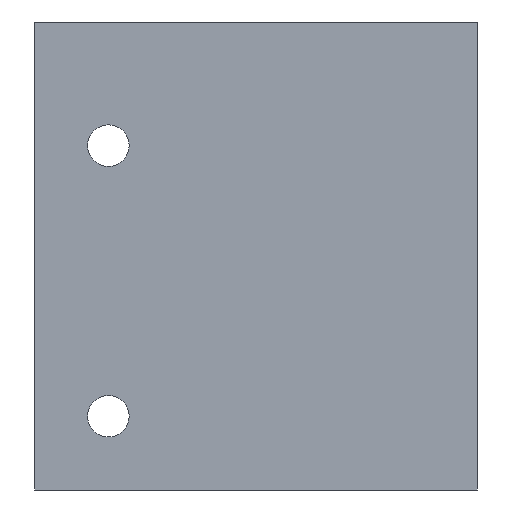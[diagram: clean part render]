
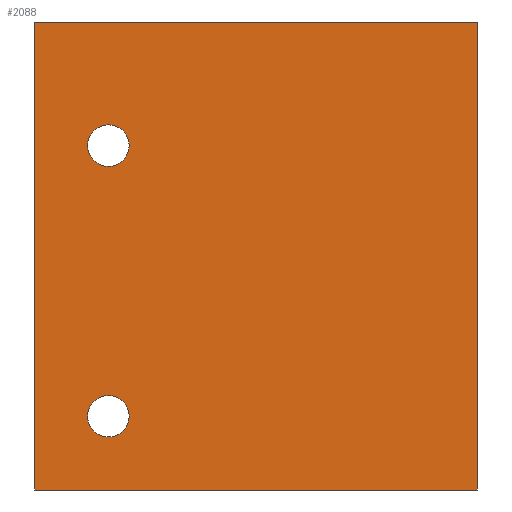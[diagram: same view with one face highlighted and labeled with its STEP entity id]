
A CAD part, left-side view. The second image highlights one B-rep face of the part: STEP entity #2088.
In plain terms, the highlighted planar face has unit normal (-1, 0, 0).
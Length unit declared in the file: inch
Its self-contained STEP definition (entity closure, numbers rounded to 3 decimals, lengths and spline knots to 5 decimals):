
#1=DIRECTION('',(0.,-1.,0.));
#2=VECTOR('',#1,4.5);
#3=CARTESIAN_POINT('',(0.,0.,0.));
#4=LINE('',#3,#2);
#27=DIRECTION('',(0.,0.,1.));
#28=VECTOR('',#27,4.75);
#29=CARTESIAN_POINT('',(0.,0.,0.));
#30=LINE('',#29,#28);
#31=CARTESIAN_POINT('',(0.,-0.75,3.5));
#32=DIRECTION('',(1.,0.,0.));
#33=DIRECTION('',(0.,0.,-1.));
#34=AXIS2_PLACEMENT_3D('',#31,#32,#33);
#36=CARTESIAN_POINT('',(0.,-0.75,3.5));
#37=DIRECTION('',(1.,0.,0.));
#38=DIRECTION('',(0.,0.,1.));
#39=AXIS2_PLACEMENT_3D('',#36,#37,#38);
#41=CARTESIAN_POINT('',(0.,-0.75,0.75));
#42=DIRECTION('',(1.,0.,0.));
#43=DIRECTION('',(0.,0.,-1.));
#44=AXIS2_PLACEMENT_3D('',#41,#42,#43);
#46=CARTESIAN_POINT('',(0.,-0.75,0.75));
#47=DIRECTION('',(1.,0.,0.));
#48=DIRECTION('',(0.,0.,1.));
#49=AXIS2_PLACEMENT_3D('',#46,#47,#48);
#99=DIRECTION('',(0.,0.,1.));
#100=VECTOR('',#99,4.75);
#101=CARTESIAN_POINT('',(0.,-4.5,0.));
#102=LINE('',#101,#100);
#123=DIRECTION('',(0.,-1.,0.));
#124=VECTOR('',#123,4.5);
#125=CARTESIAN_POINT('',(0.,0.,4.75));
#126=LINE('',#125,#124);
#1768=CARTESIAN_POINT('',(0.,0.,0.));
#1769=CARTESIAN_POINT('',(0.,-4.5,0.));
#1770=VERTEX_POINT('',#1768);
#1771=VERTEX_POINT('',#1769);
#1776=CARTESIAN_POINT('',(0.,0.,4.75));
#1777=CARTESIAN_POINT('',(0.,-4.5,4.75));
#1778=VERTEX_POINT('',#1776);
#1779=VERTEX_POINT('',#1777);
#1968=CARTESIAN_POINT('',(0.,-0.75,3.289));
#1969=CARTESIAN_POINT('',(0.,-0.75,3.711));
#1970=VERTEX_POINT('',#1968);
#1971=VERTEX_POINT('',#1969);
#1976=CARTESIAN_POINT('',(0.,-0.75,0.539));
#1977=CARTESIAN_POINT('',(0.,-0.75,0.961));
#1978=VERTEX_POINT('',#1976);
#1979=VERTEX_POINT('',#1977);
#2062=CARTESIAN_POINT('',(0.,0.,0.));
#2063=DIRECTION('',(-1.,0.,0.));
#2064=DIRECTION('',(0.,-1.,0.));
#2065=AXIS2_PLACEMENT_3D('',#2062,#2063,#2064);
#2066=PLANE('',#2065);
#2067=ORIENTED_EDGE('',*,*,#2045,.F.);
#2069=ORIENTED_EDGE('',*,*,#2068,.T.);
#2071=ORIENTED_EDGE('',*,*,#2070,.T.);
#2073=ORIENTED_EDGE('',*,*,#2072,.F.);
#2074=EDGE_LOOP('',(#2067,#2069,#2071,#2073));
#2075=FACE_OUTER_BOUND('',#2074,.F.);
#2077=ORIENTED_EDGE('',*,*,#2076,.F.);
#2079=ORIENTED_EDGE('',*,*,#2078,.F.);
#2080=EDGE_LOOP('',(#2077,#2079));
#2081=FACE_BOUND('',#2080,.F.);
#2083=ORIENTED_EDGE('',*,*,#2082,.F.);
#2085=ORIENTED_EDGE('',*,*,#2084,.F.);
#2086=EDGE_LOOP('',(#2083,#2085));
#2087=FACE_BOUND('',#2086,.F.);
#2088=ADVANCED_FACE('',(#2075,#2081,#2087),#2066,.T.);
#35=CIRCLE('',#34,0.211);
#40=CIRCLE('',#39,0.211);
#45=CIRCLE('',#44,0.211);
#50=CIRCLE('',#49,0.211);
#2045=EDGE_CURVE('',#1770,#1771,#4,.T.);
#2068=EDGE_CURVE('',#1770,#1778,#30,.T.);
#2070=EDGE_CURVE('',#1778,#1779,#126,.T.);
#2072=EDGE_CURVE('',#1771,#1779,#102,.T.);
#2076=EDGE_CURVE('',#1970,#1971,#35,.T.);
#2078=EDGE_CURVE('',#1971,#1970,#40,.T.);
#2082=EDGE_CURVE('',#1978,#1979,#45,.T.);
#2084=EDGE_CURVE('',#1979,#1978,#50,.T.);
